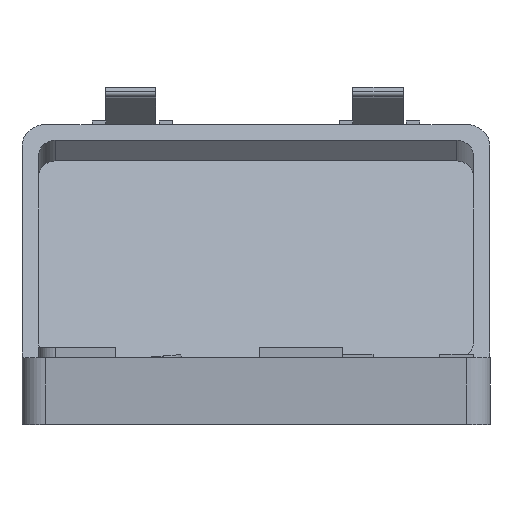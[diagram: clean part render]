
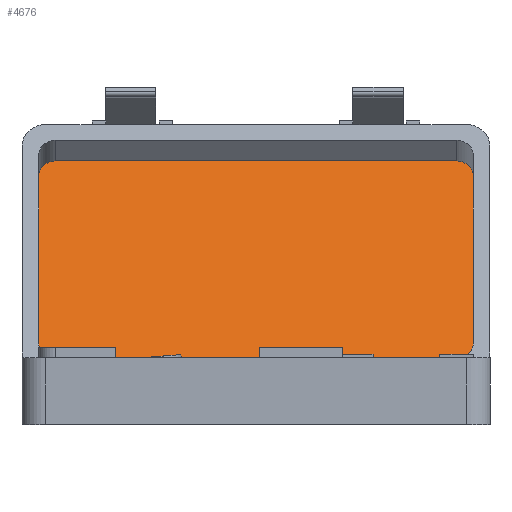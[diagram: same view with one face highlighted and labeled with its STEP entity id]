
A CAD part, front view. The second image highlights one B-rep face of the part: STEP entity #4676.
In plain terms, the highlighted face is planar.
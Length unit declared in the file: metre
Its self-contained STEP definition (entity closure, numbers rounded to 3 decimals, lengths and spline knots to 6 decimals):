
#216=CIRCLE('',#5113,0.005);
#218=CIRCLE('',#5116,0.005);
#220=CIRCLE('',#5119,0.005);
#222=CIRCLE('',#5122,0.005);
#1066=ORIENTED_EDGE('',*,*,#1943,.T.);
#1067=ORIENTED_EDGE('',*,*,#1959,.T.);
#1068=ORIENTED_EDGE('',*,*,#1947,.T.);
#1069=ORIENTED_EDGE('',*,*,#1965,.T.);
#1070=ORIENTED_EDGE('',*,*,#1952,.F.);
#1071=ORIENTED_EDGE('',*,*,#1963,.T.);
#1072=ORIENTED_EDGE('',*,*,#1956,.F.);
#1073=ORIENTED_EDGE('',*,*,#1961,.T.);
#1943=EDGE_CURVE('',#2476,#2477,#2949,.T.);
#1947=EDGE_CURVE('',#2480,#2481,#2953,.T.);
#1952=EDGE_CURVE('',#2485,#2486,#2958,.T.);
#1956=EDGE_CURVE('',#2489,#2490,#2962,.T.);
#1959=EDGE_CURVE('',#2477,#2480,#216,.T.);
#1961=EDGE_CURVE('',#2489,#2476,#218,.T.);
#1963=EDGE_CURVE('',#2485,#2490,#220,.T.);
#1965=EDGE_CURVE('',#2481,#2486,#222,.T.);
#2476=VERTEX_POINT('',#7395);
#2477=VERTEX_POINT('',#7396);
#2480=VERTEX_POINT('',#7404);
#2481=VERTEX_POINT('',#7405);
#2485=VERTEX_POINT('',#7414);
#2486=VERTEX_POINT('',#7416);
#2489=VERTEX_POINT('',#7423);
#2490=VERTEX_POINT('',#7425);
#2949=LINE('',#7394,#3469);
#2953=LINE('',#7403,#3473);
#2958=LINE('',#7415,#3478);
#2962=LINE('',#7424,#3482);
#3469=VECTOR('',#6029,1.);
#3473=VECTOR('',#6035,1.);
#3478=VECTOR('',#6042,1.);
#3482=VECTOR('',#6048,1.);
#3874=EDGE_LOOP('',(#1066,#1067,#1068,#1069,#1070,#1071,#1072,#1073));
#4190=FACE_BOUND('',#3874,.T.);
#4438=PLANE('',#5137);
#4676=ADVANCED_FACE('',(#4190),#4438,.T.);
#5113=AXIS2_PLACEMENT_3D('',#7430,#6053,#6054);
#5116=AXIS2_PLACEMENT_3D('',#7433,#6059,#6060);
#5119=AXIS2_PLACEMENT_3D('',#7436,#6065,#6066);
#5122=AXIS2_PLACEMENT_3D('',#7439,#6071,#6072);
#5137=AXIS2_PLACEMENT_3D('',#7482,#6121,#6122);
#6029=DIRECTION('',(0.,1.,0.));
#6035=DIRECTION('',(-1.,0.,0.));
#6042=DIRECTION('',(0.,1.,0.));
#6048=DIRECTION('',(-1.,0.,0.));
#6053=DIRECTION('',(0.,0.,1.));
#6054=DIRECTION('',(1.,0.,0.));
#6059=DIRECTION('',(0.,0.,1.));
#6060=DIRECTION('',(1.,0.,0.));
#6065=DIRECTION('',(0.,0.,1.));
#6066=DIRECTION('',(1.,0.,0.));
#6071=DIRECTION('',(0.,0.,1.));
#6072=DIRECTION('',(1.,0.,0.));
#6121=DIRECTION('',(0.,0.,1.));
#6122=DIRECTION('',(1.,0.,0.));
#7394=CARTESIAN_POINT('',(0.065,0.,0.003));
#7395=CARTESIAN_POINT('',(0.065,-0.03,0.003));
#7396=CARTESIAN_POINT('',(0.065,0.03,0.003));
#7403=CARTESIAN_POINT('',(0.,0.035,0.003));
#7404=CARTESIAN_POINT('',(0.06,0.035,0.003));
#7405=CARTESIAN_POINT('',(-0.06,0.035,0.003));
#7414=CARTESIAN_POINT('',(-0.065,-0.03,0.003));
#7415=CARTESIAN_POINT('',(-0.065,0.,0.003));
#7416=CARTESIAN_POINT('',(-0.065,0.03,0.003));
#7423=CARTESIAN_POINT('',(0.06,-0.035,0.003));
#7424=CARTESIAN_POINT('',(0.,-0.035,0.003));
#7425=CARTESIAN_POINT('',(-0.06,-0.035,0.003));
#7430=CARTESIAN_POINT('',(0.06,0.03,0.003));
#7433=CARTESIAN_POINT('',(0.06,-0.03,0.003));
#7436=CARTESIAN_POINT('',(-0.06,-0.03,0.003));
#7439=CARTESIAN_POINT('',(-0.06,0.03,0.003));
#7482=CARTESIAN_POINT('',(0.,0.,0.003));
